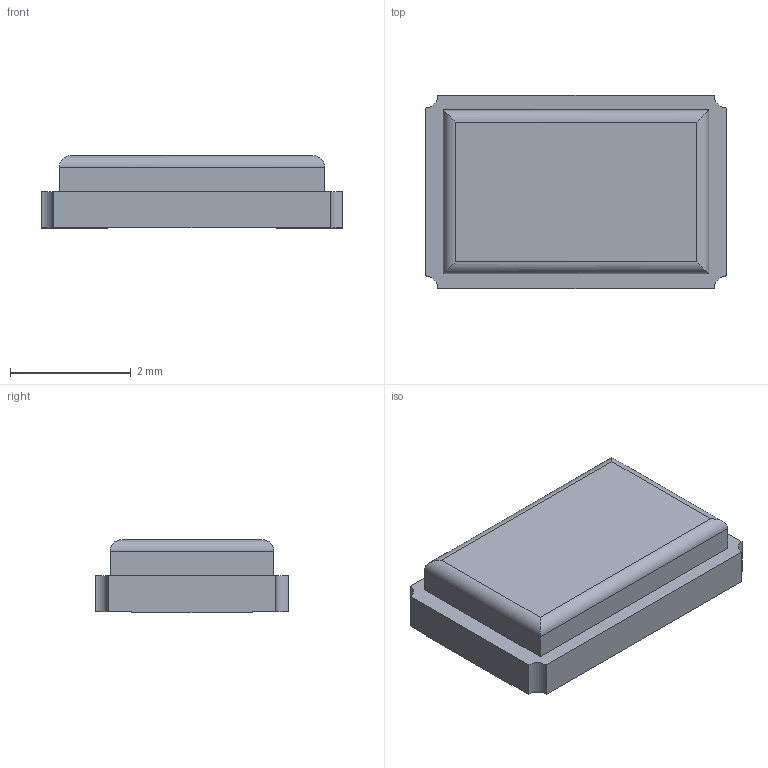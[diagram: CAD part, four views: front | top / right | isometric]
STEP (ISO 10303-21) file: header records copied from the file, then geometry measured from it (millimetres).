
FILE_DESCRIPTION (( 'STEP AP214' ), '1' );
FILE_NAME ('YSX530GA-8MHZ.STP', '2024-05-01T12:10:21', ( '' ), ( '' ), 'SwSTEP 2.0', 'SolidWorks 2021', '' );
FILE_SCHEMA (( 'AUTOMOTIVE_DESIGN' ));
Length unit declared in the file: millimetre
Products named in the file (1): YSX530GA-8MHZ
Bounding box: 5 x 3.2 x 1.21 mm (x, y, z)
Volume: 16.6 mm3; surface area: 48.8 mm2
Topology: 1 solids, 1 shells, 27 faces, 68 edges, 44 vertices
Faces by surface type: plane 19, cylinder 8
Entity records: 1085 total; most frequent: CARTESIAN_POINT 152, ORIENTED_EDGE 136, DIRECTION 128, EDGE_CURVE 68, VECTOR 56, LINE 56, VERTEX_POINT 44, AXIS2_PLACEMENT_3D 36
